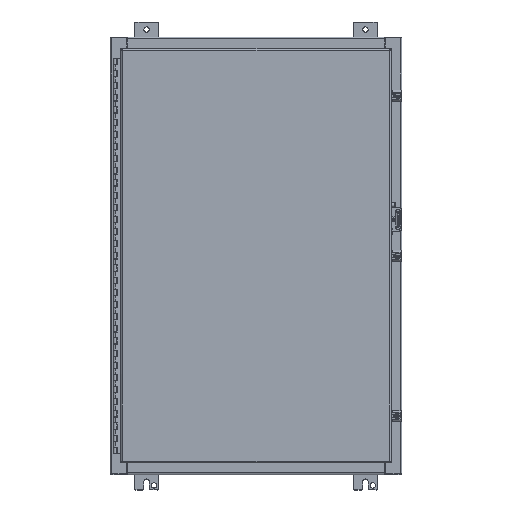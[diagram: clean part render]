
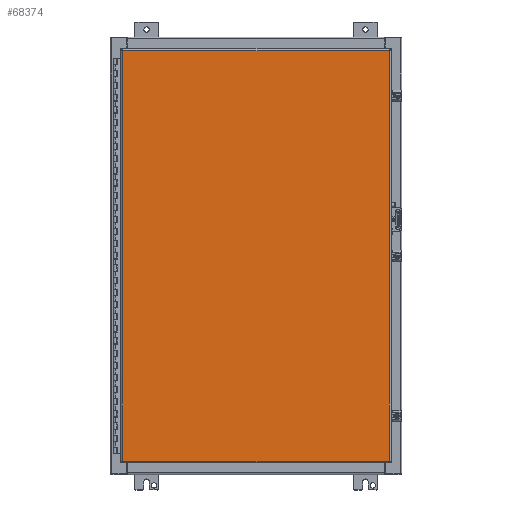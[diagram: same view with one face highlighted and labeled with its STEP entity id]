
A CAD part, top view. The second image highlights one B-rep face of the part: STEP entity #68374.
In plain terms, the highlighted planar face has unit normal (0, 0, -1).
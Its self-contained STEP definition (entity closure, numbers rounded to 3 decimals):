
#843 = CARTESIAN_POINT ( 'NONE',  ( 10.98, 16.886, 5.073 ) ) ;
#2009 = CARTESIAN_POINT ( 'NONE',  ( 10.98, -16.886, 5.073 ) ) ;
#5961 = DIRECTION ( 'NONE',  ( -1., 0., 0. ) ) ;
#17356 = VERTEX_POINT ( 'NONE', #111075 ) ;
#17704 = EDGE_CURVE ( 'NONE', #171262, #199421, #101071, .T. ) ;
#20903 = EDGE_LOOP ( 'NONE', ( #131776, #120079, #182894, #50775 ) ) ;
#28530 = VECTOR ( 'NONE', #172874, 39.37 ) ;
#28728 = PLANE ( 'NONE',  #116513 ) ;
#29813 = FACE_OUTER_BOUND ( 'NONE', #20903, .T. ) ;
#41634 = CARTESIAN_POINT ( 'NONE',  ( -10.98, 16.886, 5.073 ) ) ;
#42031 = CARTESIAN_POINT ( 'NONE',  ( 11.125, -17.031, 5.073 ) ) ;
#50775 = ORIENTED_EDGE ( 'NONE', *, *, #68577, .T. ) ;
#60578 = DIRECTION ( 'NONE',  ( 0., 1., 0. ) ) ;
#66686 = EDGE_CURVE ( 'NONE', #17356, #164669, #161170, .T. ) ;
#68374 = ADVANCED_FACE ( 'NONE', ( #29813 ), #28728, .F. ) ;
#68577 = EDGE_CURVE ( 'NONE', #199421, #17356, #191635, .T. ) ;
#91622 = VECTOR ( 'NONE', #107490, 39.37 ) ;
#91715 = VECTOR ( 'NONE', #5961, 39.37 ) ;
#96152 = DIRECTION ( 'NONE',  ( 0., 0., 1. ) ) ;
#101071 = LINE ( 'NONE', #105429, #28530 ) ;
#105429 = CARTESIAN_POINT ( 'NONE',  ( 10.98, -17.031, 5.073 ) ) ;
#107490 = DIRECTION ( 'NONE',  ( 1., 0., 0. ) ) ;
#108688 = CARTESIAN_POINT ( 'NONE',  ( 11.125, -16.886, 5.073 ) ) ;
#111075 = CARTESIAN_POINT ( 'NONE',  ( -10.98, -16.886, 5.073 ) ) ;
#116513 = AXIS2_PLACEMENT_3D ( 'NONE', #42031, #96152, #126039 ) ;
#120079 = ORIENTED_EDGE ( 'NONE', *, *, #204455, .T. ) ;
#126039 = DIRECTION ( 'NONE',  ( -1., 0., 0. ) ) ;
#127312 = LINE ( 'NONE', #176024, #91622 ) ;
#131776 = ORIENTED_EDGE ( 'NONE', *, *, #66686, .T. ) ;
#161170 = LINE ( 'NONE', #178862, #218560 ) ;
#164669 = VERTEX_POINT ( 'NONE', #41634 ) ;
#171262 = VERTEX_POINT ( 'NONE', #843 ) ;
#172874 = DIRECTION ( 'NONE',  ( 0., -1., 0. ) ) ;
#176024 = CARTESIAN_POINT ( 'NONE',  ( 11.125, 16.886, 5.073 ) ) ;
#178862 = CARTESIAN_POINT ( 'NONE',  ( -10.98, -17.031, 5.073 ) ) ;
#182894 = ORIENTED_EDGE ( 'NONE', *, *, #17704, .T. ) ;
#191635 = LINE ( 'NONE', #108688, #91715 ) ;
#199421 = VERTEX_POINT ( 'NONE', #2009 ) ;
#204455 = EDGE_CURVE ( 'NONE', #164669, #171262, #127312, .T. ) ;
#218560 = VECTOR ( 'NONE', #60578, 39.37 ) ;
